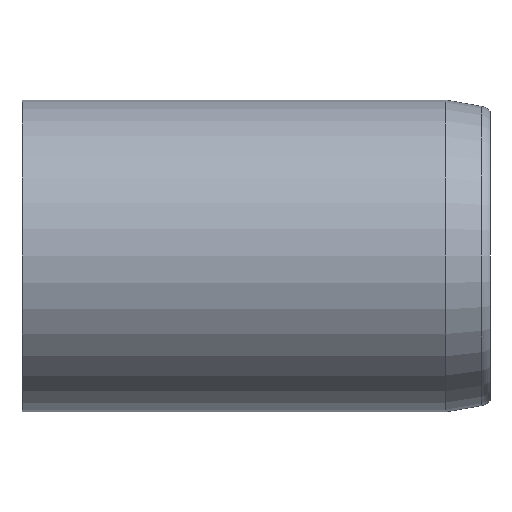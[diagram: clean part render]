
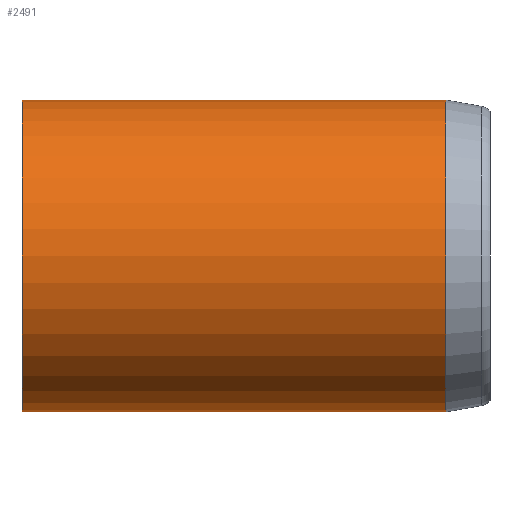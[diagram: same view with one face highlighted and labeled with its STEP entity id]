
A CAD part, left-side view. The second image highlights one B-rep face of the part: STEP entity #2491.
In plain terms, the highlighted cylindrical face has radius 4 mm (diameter 8 mm), a partial arc.
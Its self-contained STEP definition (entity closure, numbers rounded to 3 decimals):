
#697 = AXIS2_PLACEMENT_3D ( 'NONE', #4158, #4154, #4159 ) ;
#858 = CIRCLE ( 'NONE', #897, 4. ) ;
#897 = AXIS2_PLACEMENT_3D ( 'NONE', #2713, #2708, #2717 ) ;
#901 = VECTOR ( 'NONE', #5263, 1000. ) ;
#912 = AXIS2_PLACEMENT_3D ( 'NONE', #2763, #2801, #1580 ) ;
#928 = VECTOR ( 'NONE', #2707, 1000. ) ;
#946 = CIRCLE ( 'NONE', #912, 4. ) ;
#1224 = EDGE_CURVE ( 'NONE', #3073, #3049, #5262, .T. ) ;
#1243 = EDGE_CURVE ( 'NONE', #2983, #3049, #858, .T. ) ;
#1249 = EDGE_CURVE ( 'NONE', #3030, #2983, #2705, .T. ) ;
#1267 = EDGE_CURVE ( 'NONE', #3030, #3073, #946, .T. ) ;
#1580 = DIRECTION ( 'NONE',  ( 0., 0., 1. ) ) ;
#2491 = ADVANCED_FACE ( 'NONE', ( #4123 ), #4115, .T. ) ;
#2687 = CARTESIAN_POINT ( 'NONE',  ( 0., 12.966, -4. ) ) ;
#2705 = LINE ( 'NONE', #2687, #928 ) ;
#2707 = DIRECTION ( 'NONE',  ( 0., 1., 0. ) ) ;
#2708 = DIRECTION ( 'NONE',  ( 0., 1., 0. ) ) ;
#2713 = CARTESIAN_POINT ( 'NONE',  ( 0., 12.1, 0. ) ) ;
#2717 = DIRECTION ( 'NONE',  ( 0., 0., 1. ) ) ;
#2763 = CARTESIAN_POINT ( 'NONE',  ( 0., 1.233, 0. ) ) ;
#2801 = DIRECTION ( 'NONE',  ( 0., 1., 0. ) ) ;
#2983 = VERTEX_POINT ( 'NONE', #4369 ) ;
#3030 = VERTEX_POINT ( 'NONE', #3923 ) ;
#3049 = VERTEX_POINT ( 'NONE', #3960 ) ;
#3073 = VERTEX_POINT ( 'NONE', #3969 ) ;
#3237 = ORIENTED_EDGE ( 'NONE', *, *, #1224, .T. ) ;
#3296 = EDGE_LOOP ( 'NONE', ( #3319, #3318, #3237, #3311 ) ) ;
#3311 = ORIENTED_EDGE ( 'NONE', *, *, #1243, .F. ) ;
#3318 = ORIENTED_EDGE ( 'NONE', *, *, #1267, .T. ) ;
#3319 = ORIENTED_EDGE ( 'NONE', *, *, #1249, .F. ) ;
#3923 = CARTESIAN_POINT ( 'NONE',  ( 0., 1.233, -4. ) ) ;
#3960 = CARTESIAN_POINT ( 'NONE',  ( 0., 12.1, 4. ) ) ;
#3969 = CARTESIAN_POINT ( 'NONE',  ( 0., 1.233, 4. ) ) ;
#4115 = CYLINDRICAL_SURFACE ( 'NONE', #697, 4. ) ;
#4123 = FACE_OUTER_BOUND ( 'NONE', #3296, .T. ) ;
#4154 = DIRECTION ( 'NONE',  ( 0., 1., 0. ) ) ;
#4158 = CARTESIAN_POINT ( 'NONE',  ( 0., 12.966, 0. ) ) ;
#4159 = DIRECTION ( 'NONE',  ( 0., 0., 1. ) ) ;
#4369 = CARTESIAN_POINT ( 'NONE',  ( 0., 12.1, -4. ) ) ;
#5262 = LINE ( 'NONE', #5296, #901 ) ;
#5263 = DIRECTION ( 'NONE',  ( 0., 1., 0. ) ) ;
#5296 = CARTESIAN_POINT ( 'NONE',  ( 0., 12.966, 4. ) ) ;
